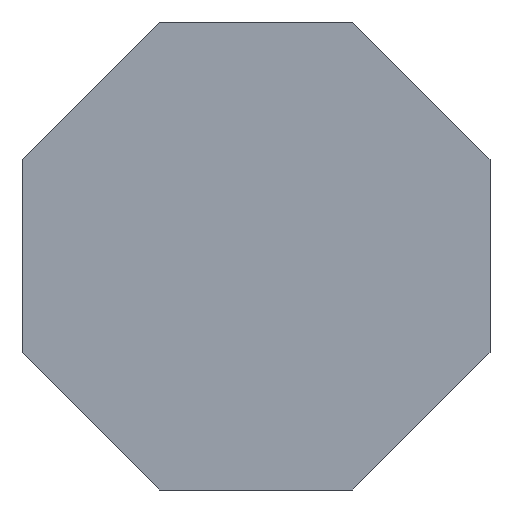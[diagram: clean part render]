
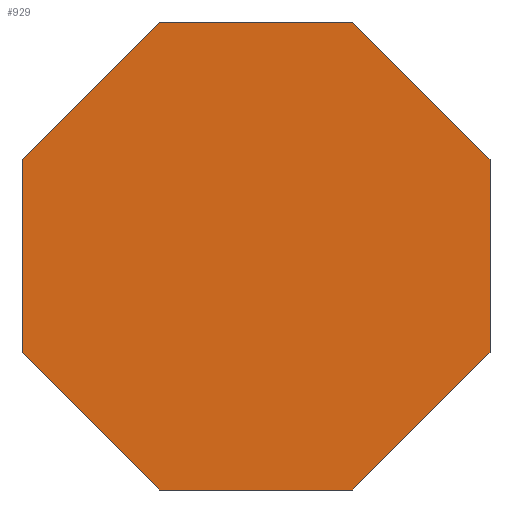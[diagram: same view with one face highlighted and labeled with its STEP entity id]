
A CAD part, front view. The second image highlights one B-rep face of the part: STEP entity #929.
In plain terms, the highlighted planar face has unit normal (0, -1, 0).
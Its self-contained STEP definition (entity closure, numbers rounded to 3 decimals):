
#35=FACE_OUTER_BOUND('',#97,.T.);
#97=EDGE_LOOP('',(#691,#692,#693,#694,#695,#696,#697,#698));
#139=LINE('',#1308,#267);
#143=LINE('',#1316,#271);
#146=LINE('',#1322,#274);
#149=LINE('',#1328,#277);
#152=LINE('',#1334,#280);
#155=LINE('',#1340,#283);
#158=LINE('',#1346,#286);
#161=LINE('',#1351,#289);
#267=VECTOR('',#1058,10.);
#271=VECTOR('',#1064,10.);
#274=VECTOR('',#1069,10.);
#277=VECTOR('',#1074,10.);
#280=VECTOR('',#1079,10.);
#283=VECTOR('',#1084,10.);
#286=VECTOR('',#1089,10.);
#289=VECTOR('',#1094,10.);
#395=VERTEX_POINT('',#1306);
#396=VERTEX_POINT('',#1307);
#399=VERTEX_POINT('',#1315);
#401=VERTEX_POINT('',#1321);
#403=VERTEX_POINT('',#1327);
#405=VERTEX_POINT('',#1333);
#407=VERTEX_POINT('',#1339);
#409=VERTEX_POINT('',#1345);
#467=EDGE_CURVE('',#395,#396,#139,.T.);
#471=EDGE_CURVE('',#396,#399,#143,.T.);
#474=EDGE_CURVE('',#399,#401,#146,.T.);
#477=EDGE_CURVE('',#401,#403,#149,.T.);
#480=EDGE_CURVE('',#403,#405,#152,.T.);
#483=EDGE_CURVE('',#405,#407,#155,.T.);
#486=EDGE_CURVE('',#407,#409,#158,.T.);
#489=EDGE_CURVE('',#409,#395,#161,.T.);
#691=ORIENTED_EDGE('',*,*,#489,.F.);
#692=ORIENTED_EDGE('',*,*,#486,.F.);
#693=ORIENTED_EDGE('',*,*,#483,.F.);
#694=ORIENTED_EDGE('',*,*,#480,.F.);
#695=ORIENTED_EDGE('',*,*,#477,.F.);
#696=ORIENTED_EDGE('',*,*,#474,.F.);
#697=ORIENTED_EDGE('',*,*,#471,.F.);
#698=ORIENTED_EDGE('',*,*,#467,.F.);
#869=PLANE('',#1012);
#929=ADVANCED_FACE('',(#35),#869,.T.);
#1012=AXIS2_PLACEMENT_3D('',#1435,#1156,#1157);
#1058=DIRECTION('',(0.707,0.,0.707));
#1064=DIRECTION('',(1.,0.,0.));
#1069=DIRECTION('',(0.707,0.,-0.707));
#1074=DIRECTION('',(0.,0.,-1.));
#1079=DIRECTION('',(-0.707,0.,-0.707));
#1084=DIRECTION('',(-1.,0.,0.));
#1089=DIRECTION('',(-0.707,0.,0.707));
#1094=DIRECTION('',(0.,0.,1.));
#1156=DIRECTION('center_axis',(0.,-1.,0.));
#1157=DIRECTION('ref_axis',(0.,0.,-1.));
#1306=CARTESIAN_POINT('',(-17.096,-1.2,7.081));
#1307=CARTESIAN_POINT('',(-7.081,-1.2,17.096));
#1308=CARTESIAN_POINT('',(-17.096,-1.2,7.081));
#1315=CARTESIAN_POINT('',(7.081,-1.2,17.096));
#1316=CARTESIAN_POINT('',(-7.081,-1.2,17.096));
#1321=CARTESIAN_POINT('',(17.096,-1.2,7.081));
#1322=CARTESIAN_POINT('',(7.081,-1.2,17.096));
#1327=CARTESIAN_POINT('',(17.096,-1.2,-7.081));
#1328=CARTESIAN_POINT('',(17.096,-1.2,7.081));
#1333=CARTESIAN_POINT('',(7.081,-1.2,-17.096));
#1334=CARTESIAN_POINT('',(17.096,-1.2,-7.081));
#1339=CARTESIAN_POINT('',(-7.081,-1.2,-17.096));
#1340=CARTESIAN_POINT('',(7.081,-1.2,-17.096));
#1345=CARTESIAN_POINT('',(-17.096,-1.2,-7.081));
#1346=CARTESIAN_POINT('',(-7.081,-1.2,-17.096));
#1351=CARTESIAN_POINT('',(-17.096,-1.2,-7.081));
#1435=CARTESIAN_POINT('Origin',(0.,-1.2,0.));
